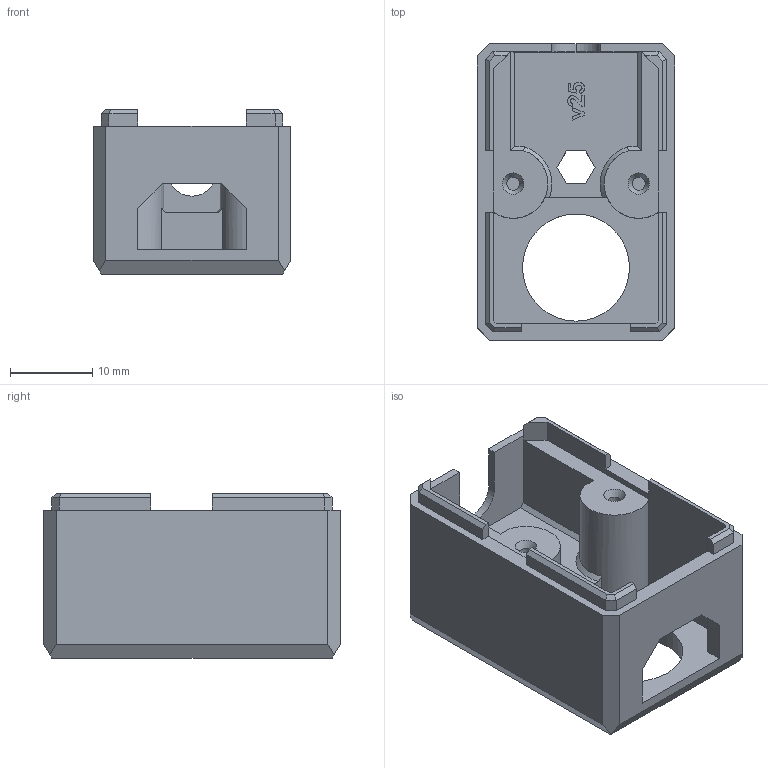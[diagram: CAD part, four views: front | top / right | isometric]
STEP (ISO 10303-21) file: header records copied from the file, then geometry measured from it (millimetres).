
FILE_DESCRIPTION(/* description */ (''),/* implementation_level */ '2;1');
FILE_NAME(/* name */ 'Top 12mm.step',/* time_stamp */ '2025-05-27T18:55:56+01:00',/* author */ (''),/* organization */ (''),/* preprocessor_version */ 'ST-DEVELOPER v20.1',/* originating_system */ 'Autodesk Translation Framework v14.10.0.0',/* authorisation */ '');
FILE_SCHEMA (('AUTOMOTIVE_DESIGN { 1 0 10303 214 3 1 1 }'));
Length unit declared in the file: millimetre
Products named in the file (1): Top 12mm
Bounding box: 24 x 36 x 20 mm (x, y, z)
Volume: 7882.3 mm3; surface area: 5380.2 mm2
Topology: 1 solids, 1 shells, 157 faces, 428 edges, 277 vertices
Faces by surface type: plane 112, bspline 33, cylinder 7, cone 5
Full cylindrical faces by diameter (mm): 1.6 x2, 13 x1
Entity records: 5218 total; most frequent: CARTESIAN_POINT 1434, ORIENTED_EDGE 856, DIRECTION 629, EDGE_CURVE 428, LINE 337, VECTOR 337, VERTEX_POINT 277, EDGE_LOOP 167
